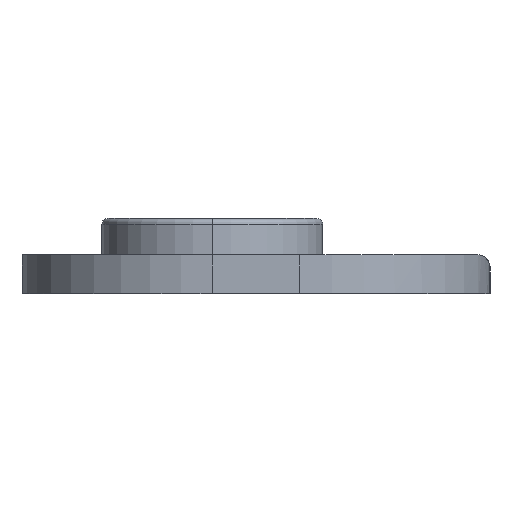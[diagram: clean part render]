
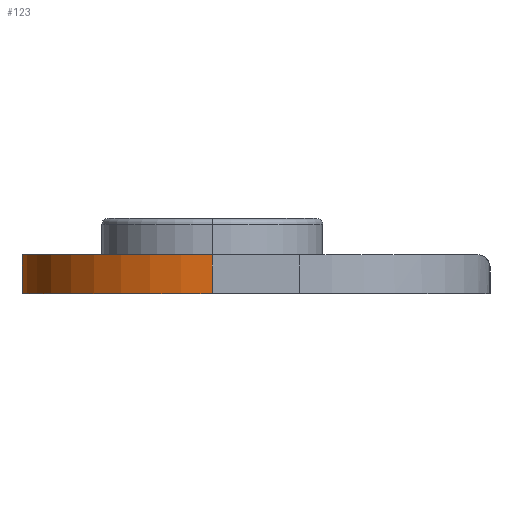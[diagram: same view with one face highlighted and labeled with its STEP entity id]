
A CAD part, left-side view. The second image highlights one B-rep face of the part: STEP entity #123.
In plain terms, the highlighted cylindrical face has radius 12.5 mm (diameter 25 mm), a partial arc.
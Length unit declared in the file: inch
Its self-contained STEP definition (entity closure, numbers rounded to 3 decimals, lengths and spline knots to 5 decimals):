
#123 = ADVANCED_FACE ( 'NONE', ( #3104 ), #3113, .T. ) ;
#349 = VECTOR ( 'NONE', #1485, 39.37008 ) ;
#357 = LINE ( 'NONE', #1484, #349 ) ;
#360 = CIRCLE ( 'NONE', #1649, 0.49213 ) ;
#589 = CARTESIAN_POINT ( 'NONE',  ( -5.41339, 0.71678, 0.1 ) ) ;
#591 = DIRECTION ( 'NONE',  ( -1., 0., 0. ) ) ;
#629 = DIRECTION ( 'NONE',  ( 0., 0., -1. ) ) ;
#682 = CARTESIAN_POINT ( 'NONE',  ( -5.01651, 1.00778, 0. ) ) ;
#707 = CARTESIAN_POINT ( 'NONE',  ( -5.90551, 0.71678, 0. ) ) ;
#748 = CARTESIAN_POINT ( 'NONE',  ( -5.90551, 0.71678, 0.1 ) ) ;
#759 = CARTESIAN_POINT ( 'NONE',  ( -5.01651, 1.00778, 0.1 ) ) ;
#1080 = CARTESIAN_POINT ( 'NONE',  ( -5.41339, 0.71678, 0. ) ) ;
#1102 = DIRECTION ( 'NONE',  ( 1., 0., 0. ) ) ;
#1115 = DIRECTION ( 'NONE',  ( 0., 0., 1. ) ) ;
#1293 = DIRECTION ( 'NONE',  ( 1., 0., 0. ) ) ;
#1304 = DIRECTION ( 'NONE',  ( 0., 0., 1. ) ) ;
#1308 = CARTESIAN_POINT ( 'NONE',  ( -5.41339, 0.71678, 0.1 ) ) ;
#1484 = CARTESIAN_POINT ( 'NONE',  ( -5.90551, 0.71678, 0.1 ) ) ;
#1485 = DIRECTION ( 'NONE',  ( 0., 0., -1. ) ) ;
#1540 = CARTESIAN_POINT ( 'NONE',  ( -5.01651, 1.00778, 0.1 ) ) ;
#1551 = DIRECTION ( 'NONE',  ( 0., 0., -1. ) ) ;
#1591 = AXIS2_PLACEMENT_3D ( 'NONE', #1080, #1115, #1102 ) ;
#1649 = AXIS2_PLACEMENT_3D ( 'NONE', #1308, #1304, #1293 ) ;
#1994 = VERTEX_POINT ( 'NONE', #682 ) ;
#2006 = VERTEX_POINT ( 'NONE', #759 ) ;
#2021 = VERTEX_POINT ( 'NONE', #748 ) ;
#2033 = VERTEX_POINT ( 'NONE', #707 ) ;
#2055 = VECTOR ( 'NONE', #1551, 39.37008 ) ;
#2061 = LINE ( 'NONE', #1540, #2055 ) ;
#2163 = CIRCLE ( 'NONE', #1591, 0.49213 ) ;
#2451 = ORIENTED_EDGE ( 'NONE', *, *, #3245, .T. ) ;
#2461 = ORIENTED_EDGE ( 'NONE', *, *, #3423, .T. ) ;
#2481 = ORIENTED_EDGE ( 'NONE', *, *, #3403, .F. ) ;
#2495 = ORIENTED_EDGE ( 'NONE', *, *, #3317, .F. ) ;
#2791 = EDGE_LOOP ( 'NONE', ( #2451, #2481, #2495, #2461 ) ) ;
#3104 = FACE_OUTER_BOUND ( 'NONE', #2791, .T. ) ;
#3113 = CYLINDRICAL_SURFACE ( 'NONE', #3535, 0.49213 ) ;
#3245 = EDGE_CURVE ( 'NONE', #1994, #2033, #2163, .T. ) ;
#3317 = EDGE_CURVE ( 'NONE', #2006, #2021, #360, .T. ) ;
#3403 = EDGE_CURVE ( 'NONE', #2021, #2033, #357, .T. ) ;
#3423 = EDGE_CURVE ( 'NONE', #2006, #1994, #2061, .T. ) ;
#3535 = AXIS2_PLACEMENT_3D ( 'NONE', #589, #629, #591 ) ;
